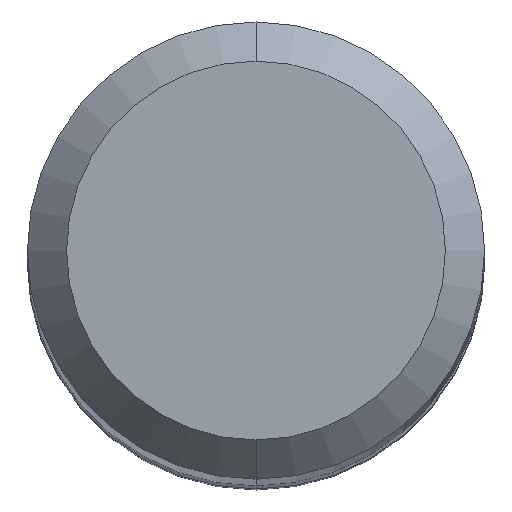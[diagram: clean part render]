
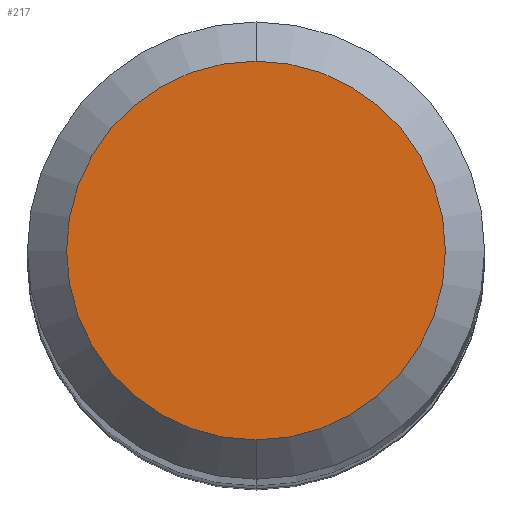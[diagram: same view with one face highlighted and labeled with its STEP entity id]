
A CAD part, top view. The second image highlights one B-rep face of the part: STEP entity #217.
In plain terms, the highlighted planar face has unit normal (0, 0, 1).
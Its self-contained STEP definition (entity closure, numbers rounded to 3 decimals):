
#217=ADVANCED_FACE('',(#462),#463,.T.);
#227=EDGE_CURVE('',#247,#311,#474,.T.);
#239=EDGE_CURVE('',#311,#247,#486,.T.);
#247=VERTEX_POINT('',#495);
#311=VERTEX_POINT('',#567);
#462=FACE_OUTER_BOUND('',#736,.T.);
#463=PLANE('',#737);
#474=CIRCLE('',#751,1.45);
#486=CIRCLE('',#769,1.45);
#495=CARTESIAN_POINT('',(0.0,1.45,0.0));
#567=CARTESIAN_POINT('',(0.,-1.45,0.0));
#736=EDGE_LOOP('',(#1062,#1063));
#737=AXIS2_PLACEMENT_3D('',#1064,#1065,#1066);
#751=AXIS2_PLACEMENT_3D('',#1081,#1082,#1083);
#769=AXIS2_PLACEMENT_3D('',#1094,#1095,#1096);
#1062=ORIENTED_EDGE('',*,*,#227,.F.);
#1063=ORIENTED_EDGE('',*,*,#239,.F.);
#1064=CARTESIAN_POINT('',(0.0,0.725,0.0));
#1065=DIRECTION('',(-0.0,0.0,1.0));
#1066=DIRECTION('',(0.0,-1.0,0.0));
#1081=CARTESIAN_POINT('',(0.0,0.0,0.0));
#1082=DIRECTION('',(0.0,0.0,-1.0));
#1083=DIRECTION('',(0.0,1.0,0.0));
#1094=CARTESIAN_POINT('',(0.0,0.0,0.0));
#1095=DIRECTION('',(0.0,0.0,-1.0));
#1096=DIRECTION('',(0.0,1.0,0.0));
